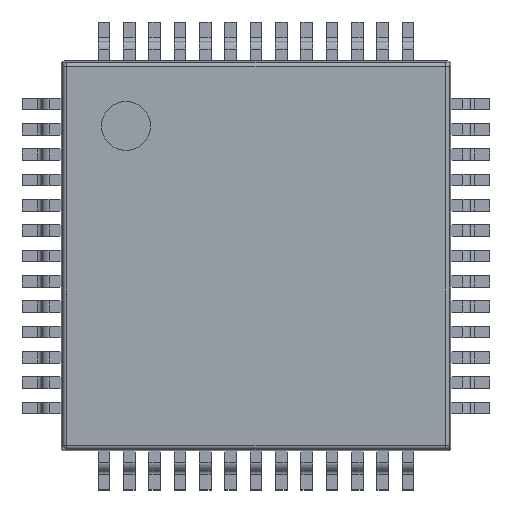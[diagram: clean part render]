
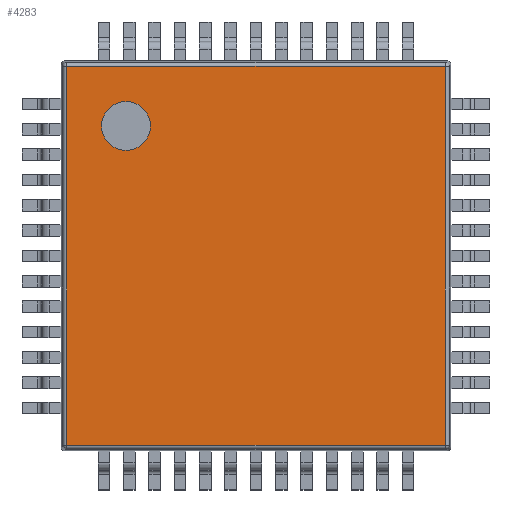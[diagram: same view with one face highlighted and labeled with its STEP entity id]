
A CAD part, top view. The second image highlights one B-rep face of the part: STEP entity #4283.
In plain terms, the highlighted planar face has unit normal (0, 0, 1).
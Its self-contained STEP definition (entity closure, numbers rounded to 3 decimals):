
#3187 = CYLINDRICAL_SURFACE('',#3188,0.1);
#3188 = AXIS2_PLACEMENT_3D('',#3189,#3190,#3191);
#3189 = CARTESIAN_POINT('',(0.143,0.053,1.1));
#3190 = DIRECTION('',(0.,1.,-0.));
#3191 = DIRECTION('',(-0.995,0.,0.105));
#3836 = VERTEX_POINT('',#3837);
#3837 = CARTESIAN_POINT('',(0.143,0.143,1.2));
#3857 = EDGE_CURVE('',#3836,#3858,#3860,.T.);
#3858 = VERTEX_POINT('',#3859);
#3859 = CARTESIAN_POINT('',(0.143,9.857,1.2));
#3860 = SURFACE_CURVE('',#3861,(#3865,#3872),.PCURVE_S1.);
#3861 = LINE('',#3862,#3863);
#3862 = CARTESIAN_POINT('',(0.143,0.053,1.2));
#3863 = VECTOR('',#3864,1.);
#3864 = DIRECTION('',(0.,1.,-0.));
#3865 = PCURVE('',#3187,#3866);
#3866 = DEFINITIONAL_REPRESENTATION('',(#3867),#3871);
#3867 = LINE('',#3868,#3869);
#3868 = CARTESIAN_POINT('',(1.466,0.));
#3869 = VECTOR('',#3870,1.);
#3870 = DIRECTION('',(0.,1.));
#3871 = ( GEOMETRIC_REPRESENTATION_CONTEXT(2) 
PARAMETRIC_REPRESENTATION_CONTEXT() REPRESENTATION_CONTEXT('2D SPACE',''
  ) );
#3872 = PCURVE('',#3873,#3878);
#3873 = PLANE('',#3874);
#3874 = AXIS2_PLACEMENT_3D('',#3875,#3876,#3877);
#3875 = CARTESIAN_POINT('',(0.,0.,1.2));
#3876 = DIRECTION('',(0.,0.,1.));
#3877 = DIRECTION('',(1.,0.,-0.));
#3878 = DEFINITIONAL_REPRESENTATION('',(#3879),#3883);
#3879 = LINE('',#3880,#3881);
#3880 = CARTESIAN_POINT('',(0.143,0.053));
#3881 = VECTOR('',#3882,1.);
#3882 = DIRECTION('',(0.,1.));
#3883 = ( GEOMETRIC_REPRESENTATION_CONTEXT(2) 
PARAMETRIC_REPRESENTATION_CONTEXT() REPRESENTATION_CONTEXT('2D SPACE',''
  ) );
#4053 = CYLINDRICAL_SURFACE('',#4054,0.1);
#4054 = AXIS2_PLACEMENT_3D('',#4055,#4056,#4057);
#4055 = CARTESIAN_POINT('',(0.053,9.857,1.1));
#4056 = DIRECTION('',(1.,0.,0.));
#4057 = DIRECTION('',(-0.,0.995,0.105));
#4226 = CYLINDRICAL_SURFACE('',#4227,0.1);
#4227 = AXIS2_PLACEMENT_3D('',#4228,#4229,#4230);
#4228 = CARTESIAN_POINT('',(0.053,0.143,1.1));
#4229 = DIRECTION('',(1.,-0.,0.));
#4230 = DIRECTION('',(-0.,-0.995,0.105));
#4283 = ADVANCED_FACE('',(#4284,#4359),#3873,.T.);
#4284 = FACE_BOUND('',#4285,.T.);
#4285 = EDGE_LOOP('',(#4286,#4287,#4310,#4338));
#4286 = ORIENTED_EDGE('',*,*,#3857,.F.);
#4287 = ORIENTED_EDGE('',*,*,#4288,.T.);
#4288 = EDGE_CURVE('',#3836,#4289,#4291,.T.);
#4289 = VERTEX_POINT('',#4290);
#4290 = CARTESIAN_POINT('',(9.857,0.143,1.2));
#4291 = SURFACE_CURVE('',#4292,(#4296,#4303),.PCURVE_S1.);
#4292 = LINE('',#4293,#4294);
#4293 = CARTESIAN_POINT('',(0.053,0.143,1.2));
#4294 = VECTOR('',#4295,1.);
#4295 = DIRECTION('',(1.,-0.,0.));
#4296 = PCURVE('',#3873,#4297);
#4297 = DEFINITIONAL_REPRESENTATION('',(#4298),#4302);
#4298 = LINE('',#4299,#4300);
#4299 = CARTESIAN_POINT('',(0.053,0.143));
#4300 = VECTOR('',#4301,1.);
#4301 = DIRECTION('',(1.,0.));
#4302 = ( GEOMETRIC_REPRESENTATION_CONTEXT(2) 
PARAMETRIC_REPRESENTATION_CONTEXT() REPRESENTATION_CONTEXT('2D SPACE',''
  ) );
#4303 = PCURVE('',#4226,#4304);
#4304 = DEFINITIONAL_REPRESENTATION('',(#4305),#4309);
#4305 = LINE('',#4306,#4307);
#4306 = CARTESIAN_POINT('',(-1.466,0.));
#4307 = VECTOR('',#4308,1.);
#4308 = DIRECTION('',(-0.,1.));
#4309 = ( GEOMETRIC_REPRESENTATION_CONTEXT(2) 
PARAMETRIC_REPRESENTATION_CONTEXT() REPRESENTATION_CONTEXT('2D SPACE',''
  ) );
#4310 = ORIENTED_EDGE('',*,*,#4311,.T.);
#4311 = EDGE_CURVE('',#4289,#4312,#4314,.T.);
#4312 = VERTEX_POINT('',#4313);
#4313 = CARTESIAN_POINT('',(9.857,9.857,1.2));
#4314 = SURFACE_CURVE('',#4315,(#4319,#4326),.PCURVE_S1.);
#4315 = LINE('',#4316,#4317);
#4316 = CARTESIAN_POINT('',(9.857,0.053,1.2));
#4317 = VECTOR('',#4318,1.);
#4318 = DIRECTION('',(0.,1.,-0.));
#4319 = PCURVE('',#3873,#4320);
#4320 = DEFINITIONAL_REPRESENTATION('',(#4321),#4325);
#4321 = LINE('',#4322,#4323);
#4322 = CARTESIAN_POINT('',(9.857,0.053));
#4323 = VECTOR('',#4324,1.);
#4324 = DIRECTION('',(0.,1.));
#4325 = ( GEOMETRIC_REPRESENTATION_CONTEXT(2) 
PARAMETRIC_REPRESENTATION_CONTEXT() REPRESENTATION_CONTEXT('2D SPACE',''
  ) );
#4326 = PCURVE('',#4327,#4332);
#4327 = CYLINDRICAL_SURFACE('',#4328,0.1);
#4328 = AXIS2_PLACEMENT_3D('',#4329,#4330,#4331);
#4329 = CARTESIAN_POINT('',(9.857,0.053,1.1));
#4330 = DIRECTION('',(0.,1.,-0.));
#4331 = DIRECTION('',(0.,0.,1.));
#4332 = DEFINITIONAL_REPRESENTATION('',(#4333),#4337);
#4333 = LINE('',#4334,#4335);
#4334 = CARTESIAN_POINT('',(0.,0.));
#4335 = VECTOR('',#4336,1.);
#4336 = DIRECTION('',(0.,1.));
#4337 = ( GEOMETRIC_REPRESENTATION_CONTEXT(2) 
PARAMETRIC_REPRESENTATION_CONTEXT() REPRESENTATION_CONTEXT('2D SPACE',''
  ) );
#4338 = ORIENTED_EDGE('',*,*,#4339,.F.);
#4339 = EDGE_CURVE('',#3858,#4312,#4340,.T.);
#4340 = SURFACE_CURVE('',#4341,(#4345,#4352),.PCURVE_S1.);
#4341 = LINE('',#4342,#4343);
#4342 = CARTESIAN_POINT('',(0.053,9.857,1.2));
#4343 = VECTOR('',#4344,1.);
#4344 = DIRECTION('',(1.,0.,0.));
#4345 = PCURVE('',#3873,#4346);
#4346 = DEFINITIONAL_REPRESENTATION('',(#4347),#4351);
#4347 = LINE('',#4348,#4349);
#4348 = CARTESIAN_POINT('',(0.053,9.857));
#4349 = VECTOR('',#4350,1.);
#4350 = DIRECTION('',(1.,0.));
#4351 = ( GEOMETRIC_REPRESENTATION_CONTEXT(2) 
PARAMETRIC_REPRESENTATION_CONTEXT() REPRESENTATION_CONTEXT('2D SPACE',''
  ) );
#4352 = PCURVE('',#4053,#4353);
#4353 = DEFINITIONAL_REPRESENTATION('',(#4354),#4358);
#4354 = LINE('',#4355,#4356);
#4355 = CARTESIAN_POINT('',(1.466,0.));
#4356 = VECTOR('',#4357,1.);
#4357 = DIRECTION('',(0.,1.));
#4358 = ( GEOMETRIC_REPRESENTATION_CONTEXT(2) 
PARAMETRIC_REPRESENTATION_CONTEXT() REPRESENTATION_CONTEXT('2D SPACE',''
  ) );
#4359 = FACE_BOUND('',#4360,.T.);
#4360 = EDGE_LOOP('',(#4361));
#4361 = ORIENTED_EDGE('',*,*,#4362,.F.);
#4362 = EDGE_CURVE('',#4363,#4363,#4365,.T.);
#4363 = VERTEX_POINT('',#4364);
#4364 = CARTESIAN_POINT('',(2.292,8.333,1.2));
#4365 = SURFACE_CURVE('',#4366,(#4371,#4378),.PCURVE_S1.);
#4366 = CIRCLE('',#4367,0.625);
#4367 = AXIS2_PLACEMENT_3D('',#4368,#4369,#4370);
#4368 = CARTESIAN_POINT('',(1.667,8.333,1.2));
#4369 = DIRECTION('',(0.,0.,1.));
#4370 = DIRECTION('',(1.,0.,-0.));
#4371 = PCURVE('',#3873,#4372);
#4372 = DEFINITIONAL_REPRESENTATION('',(#4373),#4377);
#4373 = CIRCLE('',#4374,0.625);
#4374 = AXIS2_PLACEMENT_2D('',#4375,#4376);
#4375 = CARTESIAN_POINT('',(1.667,8.333));
#4376 = DIRECTION('',(1.,0.));
#4377 = ( GEOMETRIC_REPRESENTATION_CONTEXT(2) 
PARAMETRIC_REPRESENTATION_CONTEXT() REPRESENTATION_CONTEXT('2D SPACE',''
  ) );
#4378 = PCURVE('',#4379,#4384);
#4379 = CYLINDRICAL_SURFACE('',#4380,0.625);
#4380 = AXIS2_PLACEMENT_3D('',#4381,#4382,#4383);
#4381 = CARTESIAN_POINT('',(1.667,8.333,1.1));
#4382 = DIRECTION('',(0.,0.,1.));
#4383 = DIRECTION('',(1.,0.,-0.));
#4384 = DEFINITIONAL_REPRESENTATION('',(#4385),#4389);
#4385 = LINE('',#4386,#4387);
#4386 = CARTESIAN_POINT('',(0.,0.1));
#4387 = VECTOR('',#4388,1.);
#4388 = DIRECTION('',(1.,0.));
#4389 = ( GEOMETRIC_REPRESENTATION_CONTEXT(2) 
PARAMETRIC_REPRESENTATION_CONTEXT() REPRESENTATION_CONTEXT('2D SPACE',''
  ) );
